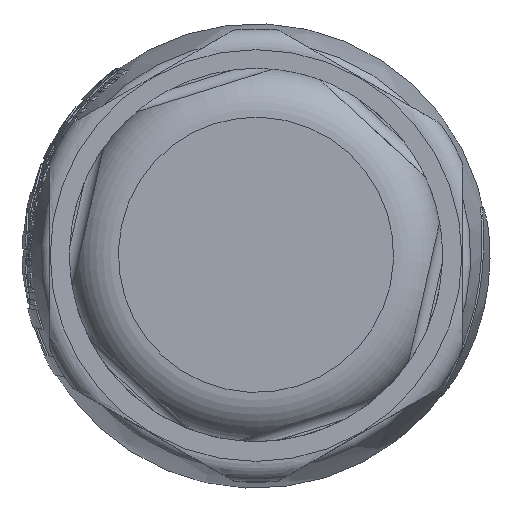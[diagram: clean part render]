
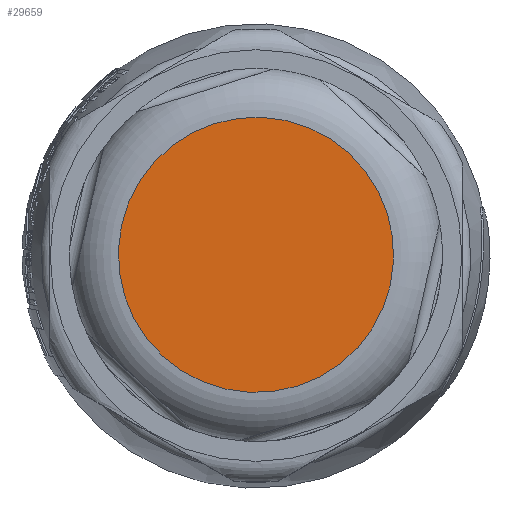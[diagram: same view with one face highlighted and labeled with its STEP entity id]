
A CAD part, top view. The second image highlights one B-rep face of the part: STEP entity #29659.
In plain terms, the highlighted planar face has unit normal (0, 0, 1).
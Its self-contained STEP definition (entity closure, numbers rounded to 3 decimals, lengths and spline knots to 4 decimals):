
#6799=FACE_OUTER_BOUND('',#8411,.T.);
#8411=EDGE_LOOP('',(#23893,#23894));
#9865=CIRCLE('',#32143,1.2);
#9866=CIRCLE('',#32144,1.2);
#12316=VERTEX_POINT('',#55783);
#12317=VERTEX_POINT('',#55785);
#16292=EDGE_CURVE('',#12316,#12317,#9865,.T.);
#16293=EDGE_CURVE('',#12317,#12316,#9866,.T.);
#23893=ORIENTED_EDGE('',*,*,#16293,.F.);
#23894=ORIENTED_EDGE('',*,*,#16292,.F.);
#26723=PLANE('',#32153);
#29659=ADVANCED_FACE('',(#6799),#26723,.T.);
#32143=AXIS2_PLACEMENT_3D('',#55786,#37996,#37997);
#32144=AXIS2_PLACEMENT_3D('',#55787,#37998,#37999);
#32153=AXIS2_PLACEMENT_3D('',#55810,#38018,#38019);
#37996=DIRECTION('center_axis',(0.,0.,
-1.));
#37997=DIRECTION('ref_axis',(0.976,-0.218,0.));
#37998=DIRECTION('center_axis',(0.,0.,
-1.));
#37999=DIRECTION('ref_axis',(0.976,-0.218,0.));
#38018=DIRECTION('center_axis',(0.,0.,
1.));
#38019=DIRECTION('ref_axis',(-0.976,0.218,0.));
#55783=CARTESIAN_POINT('',(-1.1711,0.262,6.4484));
#55785=CARTESIAN_POINT('',(-0.262,-1.1711,6.4484));
#55786=CARTESIAN_POINT('Origin',(0.,0.,
6.4484));
#55787=CARTESIAN_POINT('Origin',(0.,0.,
6.4484));
#55810=CARTESIAN_POINT('Origin',(-0.262,-1.1711,6.4484));
